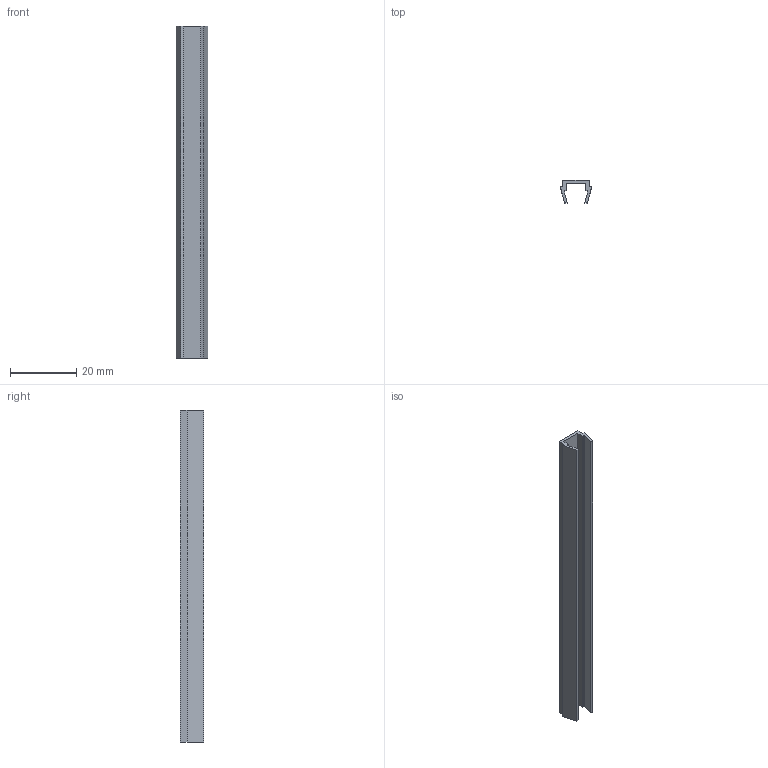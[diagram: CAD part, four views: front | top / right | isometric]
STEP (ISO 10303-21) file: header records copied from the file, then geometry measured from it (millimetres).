
FILE_DESCRIPTION(('Creo Elements/Direct Modeling STEP Export'),'2;1');
FILE_NAME('33.0300.1_Profilabdeckung-Nut-MMS-33_hellgrau.stp','2022-03-18T13:58:26',(''),(''),'PTC Creo Elements/Direct Modeling STEP processor for AP214 (Solid Model)','PTC Creo Elements/Direct Modeling 19.0C 15-Aug-2015 (C) Parametric Technology GmbH','');
FILE_SCHEMA(('AUTOMOTIVE_DESIGN { 1 0 10303 214 1 1 1 1 }'));
Length unit declared in the file: millimetre
Products named in the file (2): Profilabdeckung-Nut-MMS-33_hellgrau_33.0300.1_PX176208
Assembly tree (1 placements, depth 2):
  Profilabdeckung-Nut-MMS-33_hellgrau_33.0300.1_PX176208
    Profilabdeckung-Nut-MMS-33_hellgrau_33.0300.1_PX176208
Bounding box: 9.5 x 7 x 100 mm (x, y, z)
Volume: 1971.7 mm3; surface area: 4469.9 mm2
Topology: 1 solids, 1 shells, 20 faces, 54 edges, 36 vertices
Faces by surface type: plane 18, cylinder 2
Entity records: 667 total; most frequent: CARTESIAN_POINT 112, ORIENTED_EDGE 108, DIRECTION 102, EDGE_CURVE 54, VECTOR 50, LINE 50, VERTEX_POINT 36, AXIS2_PLACEMENT_3D 26
